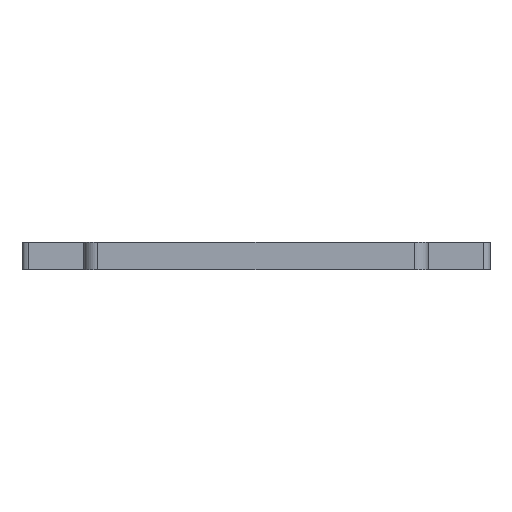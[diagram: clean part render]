
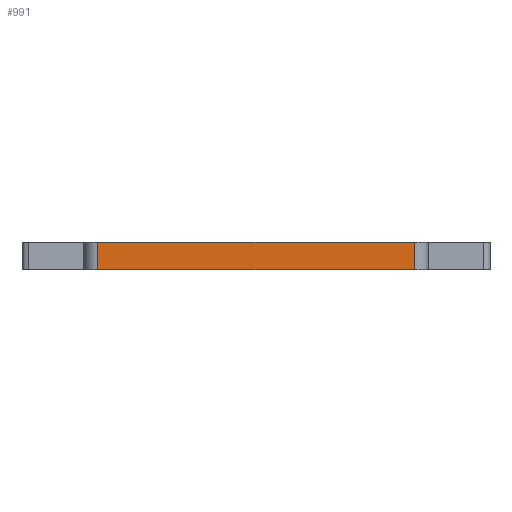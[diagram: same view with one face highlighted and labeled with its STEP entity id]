
A CAD part, front view. The second image highlights one B-rep face of the part: STEP entity #991.
In plain terms, the highlighted planar face has unit normal (0, -1, 0).
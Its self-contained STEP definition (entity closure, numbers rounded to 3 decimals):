
#68=PLANE('',#1108);
#105=FACE_OUTER_BOUND('',#172,.T.);
#172=EDGE_LOOP('',(#829,#830,#831,#832));
#267=LINE('',#1632,#345);
#268=LINE('',#1636,#346);
#270=LINE('',#1661,#348);
#271=LINE('',#1662,#349);
#345=VECTOR('',#1337,10.);
#346=VECTOR('',#1342,10.);
#348=VECTOR('',#1368,10.);
#349=VECTOR('',#1369,10.);
#489=VERTEX_POINT('',#1629);
#490=VERTEX_POINT('',#1631);
#491=VERTEX_POINT('',#1635);
#502=VERTEX_POINT('',#1660);
#612=EDGE_CURVE('',#489,#490,#267,.T.);
#614=EDGE_CURVE('',#490,#491,#268,.T.);
#627=EDGE_CURVE('',#502,#489,#270,.T.);
#628=EDGE_CURVE('',#491,#502,#271,.T.);
#829=ORIENTED_EDGE('',*,*,#612,.F.);
#830=ORIENTED_EDGE('',*,*,#627,.F.);
#831=ORIENTED_EDGE('',*,*,#628,.F.);
#832=ORIENTED_EDGE('',*,*,#614,.F.);
#991=ADVANCED_FACE('',(#105),#68,.T.);
#1108=AXIS2_PLACEMENT_3D('',#1659,#1366,#1367);
#1337=DIRECTION('',(0.,0.,-1.));
#1342=DIRECTION('',(-1.,0.,0.));
#1366=DIRECTION('center_axis',(0.,-1.,0.));
#1367=DIRECTION('ref_axis',(1.,0.,0.));
#1368=DIRECTION('',(1.,0.,0.));
#1369=DIRECTION('',(0.,0.,1.));
#1629=CARTESIAN_POINT('',(23.,-25.,4.));
#1631=CARTESIAN_POINT('',(23.,-25.,0.));
#1632=CARTESIAN_POINT('',(23.,-25.,0.));
#1635=CARTESIAN_POINT('',(-23.,-25.,0.));
#1636=CARTESIAN_POINT('',(25.,-25.,0.));
#1659=CARTESIAN_POINT('Origin',(-25.,-25.,0.));
#1660=CARTESIAN_POINT('',(-23.,-25.,4.));
#1661=CARTESIAN_POINT('',(25.,-25.,4.));
#1662=CARTESIAN_POINT('',(-23.,-25.,0.));
